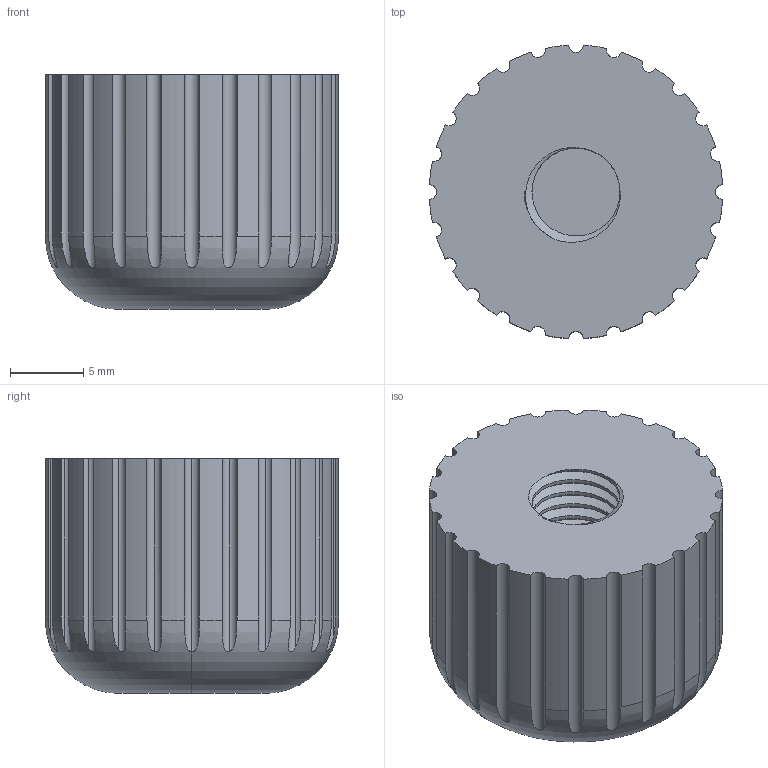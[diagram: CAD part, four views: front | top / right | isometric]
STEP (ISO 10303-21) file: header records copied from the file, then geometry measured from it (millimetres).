
FILE_DESCRIPTION (( 'STEP AP203' ), '1' );
FILE_NAME ('Knut.STEP', '2025-07-15T17:22:07', ( '' ), ( '' ), 'SwSTEP 2.0', 'SolidWorks 2025', '' );
FILE_SCHEMA (( 'CONFIG_CONTROL_DESIGN' ));
Length unit declared in the file: millimetre
Products named in the file (1): Knut
Bounding box: 19.98 x 19.98 x 16 mm (x, y, z)
Volume: 4217.6 mm3; surface area: 2026 mm2
Topology: 1 solids, 1 shells, 93 faces, 265 edges, 175 vertices
Faces by surface type: cylinder 84, plane 4, bspline 3, torus 2
Entity records: 5451 total; most frequent: CARTESIAN_POINT 3096, ORIENTED_EDGE 530, DIRECTION 449, EDGE_CURVE 265, AXIS2_PLACEMENT_3D 181, VERTEX_POINT 175, EDGE_LOOP 94, FACE_OUTER_BOUND 93
